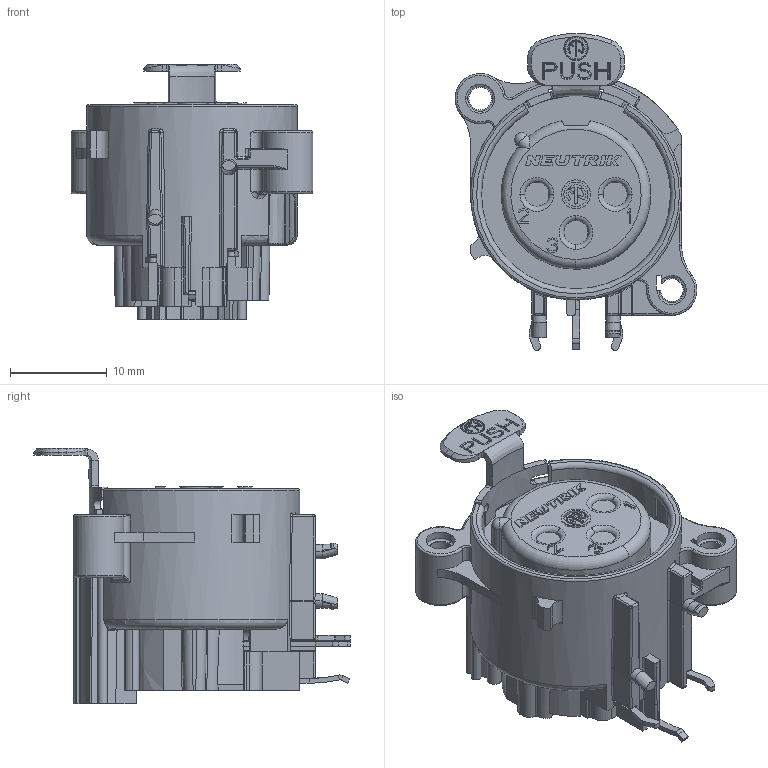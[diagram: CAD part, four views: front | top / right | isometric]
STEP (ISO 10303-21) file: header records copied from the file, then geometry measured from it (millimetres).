
FILE_DESCRIPTION((''),'2;1');
FILE_NAME('30011265','2024-01-30T08:35:58',('SYSTEM'),(''),'CREO PARAMETRIC BY PTC INC, 2021184','CREO PARAMETRIC BY PTC INC, 2021184','');
FILE_SCHEMA(('CONFIG_CONTROL_DESIGN'));
Length unit declared in the file: millimetre
Products named in the file (1): 30011265
Bounding box: 25 x 32.7 x 26.36 mm (x, y, z)
Volume: 6852.1 mm3; surface area: 4223.9 mm2
Topology: 1 solids, 1 shells, 1236 faces, 3306 edges, 2092 vertices
Faces by surface type: plane 777, cylinder 261, bspline 80, torus 50, cone 43, sphere 17, extrusion 8
Entity records: 41772 total; most frequent: CARTESIAN_POINT 11590, ORIENTED_EDGE 6604, DIRECTION 5832, EDGE_CURVE 3302, VECTOR 2202, LINE 2194, VERTEX_POINT 2092, AXIS2_PLACEMENT_3D 1815
